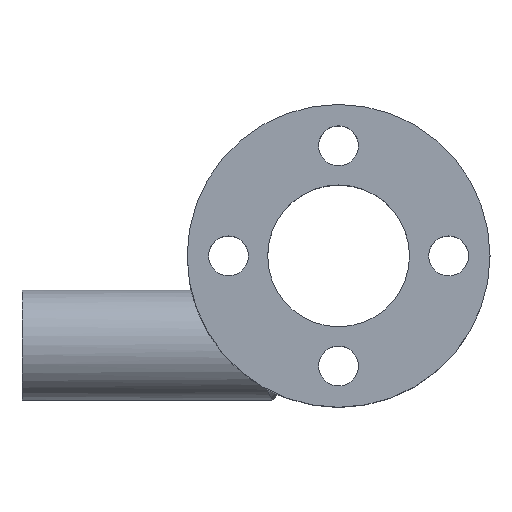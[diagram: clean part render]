
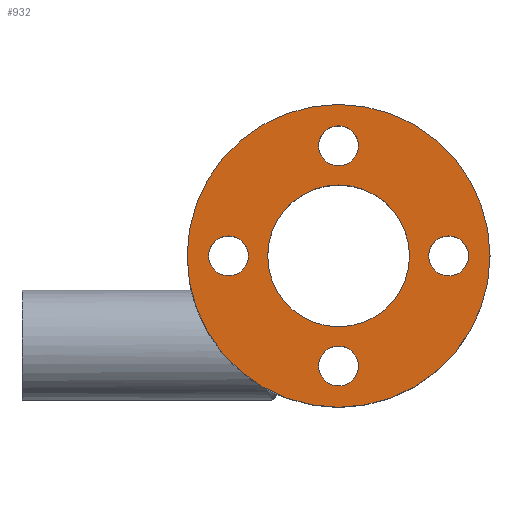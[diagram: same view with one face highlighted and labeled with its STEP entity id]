
A CAD part, top view. The second image highlights one B-rep face of the part: STEP entity #932.
In plain terms, the highlighted planar face has unit normal (0, 0, 1).
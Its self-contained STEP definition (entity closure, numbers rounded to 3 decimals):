
#1 = AXIS2_PLACEMENT_3D ( 'NONE', #337, #497, #203 ) ;
#10 = EDGE_CURVE ( 'NONE', #499, #432, #910, .T. ) ;
#12 = ORIENTED_EDGE ( 'NONE', *, *, #210, .F. ) ;
#14 = DIRECTION ( 'NONE',  ( 1., 0., 0. ) ) ;
#29 = AXIS2_PLACEMENT_3D ( 'NONE', #427, #492, #796 ) ;
#32 = AXIS2_PLACEMENT_3D ( 'NONE', #637, #632, #936 ) ;
#34 = CARTESIAN_POINT ( 'NONE',  ( 23., -1.5, 5. ) ) ;
#44 = DIRECTION ( 'NONE',  ( 1., 0., 0. ) ) ;
#52 = CIRCLE ( 'NONE', #32, 5.15 ) ;
#75 = ORIENTED_EDGE ( 'NONE', *, *, #848, .F. ) ;
#78 = EDGE_CURVE ( 'NONE', #265, #508, #768, .T. ) ;
#83 = AXIS2_PLACEMENT_3D ( 'NONE', #341, #791, #560 ) ;
#88 = CARTESIAN_POINT ( 'NONE',  ( 23., 6.5, 5. ) ) ;
#91 = CARTESIAN_POINT ( 'NONE',  ( 13.55, 6.5, 5. ) ) ;
#97 = AXIS2_PLACEMENT_3D ( 'NONE', #163, #923, #681 ) ;
#99 = ORIENTED_EDGE ( 'NONE', *, *, #496, .F. ) ;
#110 = AXIS2_PLACEMENT_3D ( 'NONE', #88, #164, #14 ) ;
#118 = DIRECTION ( 'NONE',  ( 1., 0., 0. ) ) ;
#126 = DIRECTION ( 'NONE',  ( 1., 0., 0. ) ) ;
#145 = EDGE_CURVE ( 'NONE', #508, #265, #615, .T. ) ;
#146 = CIRCLE ( 'NONE', #539, 1.45 ) ;
#154 = VERTEX_POINT ( 'NONE', #466 ) ;
#163 = CARTESIAN_POINT ( 'NONE',  ( 31., 6.5, 5. ) ) ;
#164 = DIRECTION ( 'NONE',  ( 0., 0., 1. ) ) ;
#169 = CIRCLE ( 'NONE', #1, 1.45 ) ;
#170 = AXIS2_PLACEMENT_3D ( 'NONE', #231, #457, #534 ) ;
#182 = CARTESIAN_POINT ( 'NONE',  ( 21.55, 14.5, 5. ) ) ;
#187 = CIRCLE ( 'NONE', #707, 5.15 ) ;
#190 = AXIS2_PLACEMENT_3D ( 'NONE', #877, #955, #126 ) ;
#198 = FACE_BOUND ( 'NONE', #395, .T. ) ;
#203 = DIRECTION ( 'NONE',  ( 1., 0., 0. ) ) ;
#210 = EDGE_CURVE ( 'NONE', #154, #375, #187, .T. ) ;
#231 = CARTESIAN_POINT ( 'NONE',  ( 23., 14.5, 5. ) ) ;
#233 = EDGE_CURVE ( 'NONE', #240, #635, #169, .T. ) ;
#234 = EDGE_LOOP ( 'NONE', ( #748, #942 ) ) ;
#240 = VERTEX_POINT ( 'NONE', #182 ) ;
#257 = DIRECTION ( 'NONE',  ( 0., 0., 1. ) ) ;
#258 = EDGE_CURVE ( 'NONE', #546, #738, #505, .T. ) ;
#265 = VERTEX_POINT ( 'NONE', #784 ) ;
#283 = CARTESIAN_POINT ( 'NONE',  ( 16.45, 6.5, 5. ) ) ;
#296 = AXIS2_PLACEMENT_3D ( 'NONE', #958, #665, #118 ) ;
#300 = ORIENTED_EDGE ( 'NONE', *, *, #10, .F. ) ;
#301 = CARTESIAN_POINT ( 'NONE',  ( 12., 6.5, 5. ) ) ;
#327 = AXIS2_PLACEMENT_3D ( 'NONE', #469, #698, #377 ) ;
#336 = FACE_BOUND ( 'NONE', #813, .T. ) ;
#337 = CARTESIAN_POINT ( 'NONE',  ( 23., 14.5, 5. ) ) ;
#341 = CARTESIAN_POINT ( 'NONE',  ( 15., 6.5, 5. ) ) ;
#349 = DIRECTION ( 'NONE',  ( 1., 0., 0. ) ) ;
#375 = VERTEX_POINT ( 'NONE', #967 ) ;
#377 = DIRECTION ( 'NONE',  ( 1., 0., 0. ) ) ;
#395 = EDGE_LOOP ( 'NONE', ( #557, #300 ) ) ;
#398 = VERTEX_POINT ( 'NONE', #583 ) ;
#400 = CARTESIAN_POINT ( 'NONE',  ( 24.45, 14.5, 5. ) ) ;
#401 = PLANE ( 'NONE',  #945 ) ;
#410 = CARTESIAN_POINT ( 'NONE',  ( 23., 6.5, 5. ) ) ;
#427 = CARTESIAN_POINT ( 'NONE',  ( 23., 6.5, 5. ) ) ;
#432 = VERTEX_POINT ( 'NONE', #919 ) ;
#445 = EDGE_LOOP ( 'NONE', ( #817, #730 ) ) ;
#457 = DIRECTION ( 'NONE',  ( 0., 0., 1. ) ) ;
#466 = CARTESIAN_POINT ( 'NONE',  ( 17.85, 6.5, 5. ) ) ;
#469 = CARTESIAN_POINT ( 'NONE',  ( 15., 6.5, 5. ) ) ;
#474 = EDGE_CURVE ( 'NONE', #738, #546, #755, .T. ) ;
#481 = FACE_BOUND ( 'NONE', #881, .T. ) ;
#492 = DIRECTION ( 'NONE',  ( 0., 0., 1. ) ) ;
#496 = EDGE_CURVE ( 'NONE', #398, #537, #649, .T. ) ;
#497 = DIRECTION ( 'NONE',  ( 0., 0., 1. ) ) ;
#499 = VERTEX_POINT ( 'NONE', #530 ) ;
#505 = CIRCLE ( 'NONE', #83, 1.45 ) ;
#508 = VERTEX_POINT ( 'NONE', #301 ) ;
#527 = ORIENTED_EDGE ( 'NONE', *, *, #258, .F. ) ;
#530 = CARTESIAN_POINT ( 'NONE',  ( 21.55, -1.5, 5. ) ) ;
#532 = EDGE_CURVE ( 'NONE', #635, #240, #586, .T. ) ;
#534 = DIRECTION ( 'NONE',  ( 1., 0., 0. ) ) ;
#537 = VERTEX_POINT ( 'NONE', #759 ) ;
#539 = AXIS2_PLACEMENT_3D ( 'NONE', #34, #924, #573 ) ;
#546 = VERTEX_POINT ( 'NONE', #91 ) ;
#553 = FACE_BOUND ( 'NONE', #234, .T. ) ;
#557 = ORIENTED_EDGE ( 'NONE', *, *, #860, .F. ) ;
#560 = DIRECTION ( 'NONE',  ( 1., 0., 0. ) ) ;
#573 = DIRECTION ( 'NONE',  ( 1., 0., 0. ) ) ;
#583 = CARTESIAN_POINT ( 'NONE',  ( 32.45, 6.5, 5. ) ) ;
#586 = CIRCLE ( 'NONE', #170, 1.45 ) ;
#615 = CIRCLE ( 'NONE', #110, 11. ) ;
#632 = DIRECTION ( 'NONE',  ( 0., 0., 1. ) ) ;
#635 = VERTEX_POINT ( 'NONE', #400 ) ;
#637 = CARTESIAN_POINT ( 'NONE',  ( 23., 6.5, 5. ) ) ;
#642 = FACE_BOUND ( 'NONE', #888, .T. ) ;
#649 = CIRCLE ( 'NONE', #97, 1.45 ) ;
#665 = DIRECTION ( 'NONE',  ( 0., 0., 1. ) ) ;
#679 = ORIENTED_EDGE ( 'NONE', *, *, #474, .F. ) ;
#681 = DIRECTION ( 'NONE',  ( 1., 0., 0. ) ) ;
#698 = DIRECTION ( 'NONE',  ( 0., 0., 1. ) ) ;
#707 = AXIS2_PLACEMENT_3D ( 'NONE', #410, #257, #349 ) ;
#730 = ORIENTED_EDGE ( 'NONE', *, *, #145, .T. ) ;
#733 = ORIENTED_EDGE ( 'NONE', *, *, #766, .F. ) ;
#738 = VERTEX_POINT ( 'NONE', #283 ) ;
#748 = ORIENTED_EDGE ( 'NONE', *, *, #532, .F. ) ;
#755 = CIRCLE ( 'NONE', #327, 1.45 ) ;
#759 = CARTESIAN_POINT ( 'NONE',  ( 29.55, 6.5, 5. ) ) ;
#766 = EDGE_CURVE ( 'NONE', #537, #398, #899, .T. ) ;
#768 = CIRCLE ( 'NONE', #29, 11. ) ;
#783 = FACE_OUTER_BOUND ( 'NONE', #445, .T. ) ;
#784 = CARTESIAN_POINT ( 'NONE',  ( 34., 6.5, 5. ) ) ;
#791 = DIRECTION ( 'NONE',  ( 0., 0., 1. ) ) ;
#794 = CARTESIAN_POINT ( 'NONE',  ( 23., 6.5, 5. ) ) ;
#796 = DIRECTION ( 'NONE',  ( 1., 0., 0. ) ) ;
#813 = EDGE_LOOP ( 'NONE', ( #679, #527 ) ) ;
#817 = ORIENTED_EDGE ( 'NONE', *, *, #78, .T. ) ;
#848 = EDGE_CURVE ( 'NONE', #375, #154, #52, .T. ) ;
#860 = EDGE_CURVE ( 'NONE', #432, #499, #146, .T. ) ;
#877 = CARTESIAN_POINT ( 'NONE',  ( 31., 6.5, 5. ) ) ;
#881 = EDGE_LOOP ( 'NONE', ( #12, #75 ) ) ;
#888 = EDGE_LOOP ( 'NONE', ( #99, #733 ) ) ;
#899 = CIRCLE ( 'NONE', #190, 1.45 ) ;
#910 = CIRCLE ( 'NONE', #296, 1.45 ) ;
#919 = CARTESIAN_POINT ( 'NONE',  ( 24.45, -1.5, 5. ) ) ;
#923 = DIRECTION ( 'NONE',  ( 0., 0., 1. ) ) ;
#924 = DIRECTION ( 'NONE',  ( 0., 0., 1. ) ) ;
#932 = ADVANCED_FACE ( 'NONE', ( #336, #553, #783, #481, #198, #642 ), #401, .T. ) ;
#936 = DIRECTION ( 'NONE',  ( 1., 0., 0. ) ) ;
#940 = DIRECTION ( 'NONE',  ( 0., 0., 1. ) ) ;
#942 = ORIENTED_EDGE ( 'NONE', *, *, #233, .F. ) ;
#945 = AXIS2_PLACEMENT_3D ( 'NONE', #794, #940, #44 ) ;
#955 = DIRECTION ( 'NONE',  ( 0., 0., 1. ) ) ;
#958 = CARTESIAN_POINT ( 'NONE',  ( 23., -1.5, 5. ) ) ;
#967 = CARTESIAN_POINT ( 'NONE',  ( 28.15, 6.5, 5. ) ) ;
